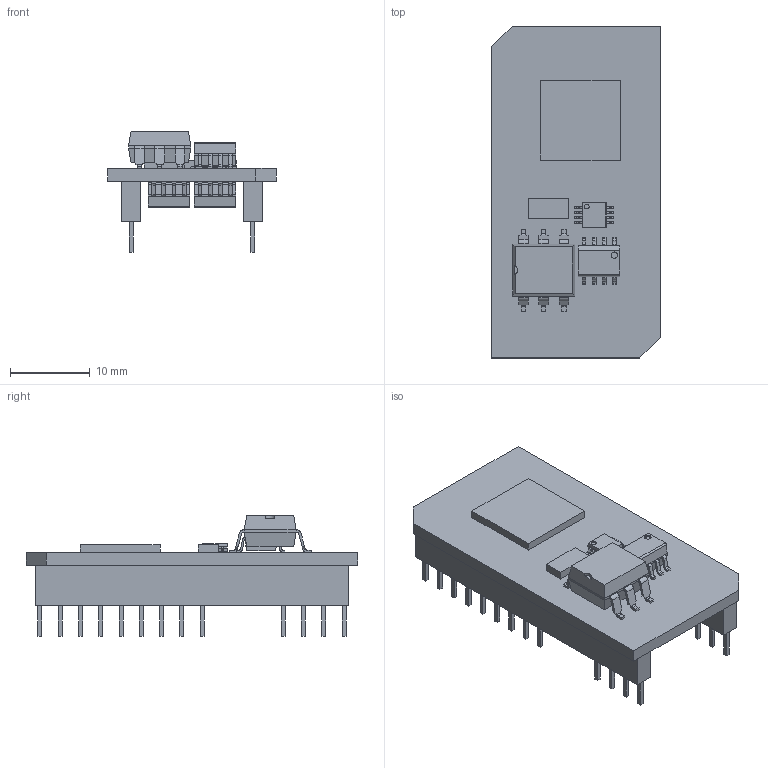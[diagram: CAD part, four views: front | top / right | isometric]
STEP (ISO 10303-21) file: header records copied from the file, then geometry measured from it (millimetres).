
FILE_DESCRIPTION((''),'2;1');
FILE_NAME('HMS_AB6000.stp','2014-11-27T08:27:33',(''),(''),'Mechanical Desktop 2011','Mechanical Desktop 2011',', , ');
FILE_SCHEMA(('AUTOMOTIVE_DESIGN { 1 2 10303 214 1 1 1 1 }'));
Length unit declared in the file: millimetre
Products named in the file (4): ProductA; SOIC127P600X330-8N; Product4; Product
Bounding box: 21.1 x 41.6 x 15.09 mm (x, y, z)
Volume: 2873.2 mm3; surface area: 4305.6 mm2
Topology: 74 solids, 74 shells, 824 faces, 2098 edges, 1536 vertices
Faces by surface type: plane 654, cylinder 170
Entity records: 16866 total; most frequent: CARTESIAN_POINT 3004, DIRECTION 2774, ORIENTED_EDGE 2652, EDGE_CURVE 1326, VECTOR 1242, LINE 1242, VERTEX_POINT 874, AXIS2_PLACEMENT_3D 766
